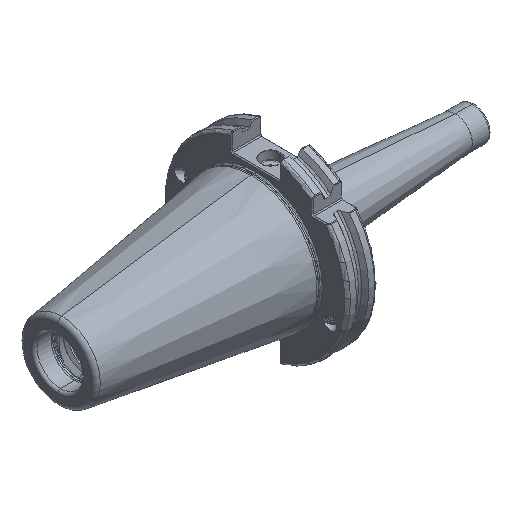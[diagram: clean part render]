
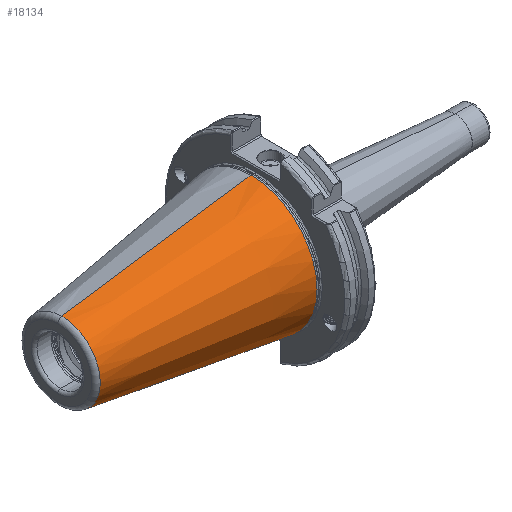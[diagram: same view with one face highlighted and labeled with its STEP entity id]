
A CAD part, isometric view. The second image highlights one B-rep face of the part: STEP entity #18134.
In plain terms, the highlighted conical face has half-angle 8.297 degrees and reference radius 35.392 mm.
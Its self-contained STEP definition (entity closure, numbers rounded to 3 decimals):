
#843 = CARTESIAN_POINT ( 'NONE',  ( -102.811, 0., 0. ) ) ;
#844 = DIRECTION ( 'NONE',  ( 1., 0., 0. ) ) ;
#845 = DIRECTION ( 'NONE',  ( 0., 0., 1. ) ) ;
#855 = CARTESIAN_POINT ( 'NONE',  ( -2.5, 0., 0. ) ) ;
#856 = DIRECTION ( 'NONE',  ( 1., 0., 0. ) ) ;
#857 = DIRECTION ( 'NONE',  ( 0., 1., 0. ) ) ;
#4763 = EDGE_CURVE ( 'NONE', #9482, #9453, #16780, .T. ) ;
#4766 = EDGE_CURVE ( 'NONE', #9484, #9455, #16789, .T. ) ;
#5037 = CONICAL_SURFACE ( 'NONE', #13985, 35.392, 0.145 ) ;
#5071 = CIRCLE ( 'NONE', #14359, 35.027 ) ;
#5147 = CIRCLE ( 'NONE', #6088, 20.399 ) ;
#5151 = CIRCLE ( 'NONE', #6091, 35.027 ) ;
#6088 = AXIS2_PLACEMENT_3D ( 'NONE', #843, #844, #845 ) ;
#6091 = AXIS2_PLACEMENT_3D ( 'NONE', #855, #856, #857 ) ;
#8016 = CARTESIAN_POINT ( 'NONE',  ( -2.5, 0., 0. ) ) ;
#8017 = DIRECTION ( 'NONE',  ( 1., 0., 0. ) ) ;
#8018 = DIRECTION ( 'NONE',  ( 0., 1., 0. ) ) ;
#9451 = VERTEX_POINT ( 'NONE', #15272 ) ;
#9453 = VERTEX_POINT ( 'NONE', #15274 ) ;
#9455 = VERTEX_POINT ( 'NONE', #15276 ) ;
#9482 = VERTEX_POINT ( 'NONE', #15295 ) ;
#9484 = VERTEX_POINT ( 'NONE', #15296 ) ;
#10123 = CARTESIAN_POINT ( 'NONE',  ( 0., 0., 0. ) ) ;
#10124 = DIRECTION ( 'NONE',  ( 1., 0., 0. ) ) ;
#10125 = DIRECTION ( 'NONE',  ( 0., 0., -1. ) ) ;
#13980 = FACE_OUTER_BOUND ( 'NONE', #14349, .T. ) ;
#13985 = AXIS2_PLACEMENT_3D ( 'NONE', #10123, #10124, #10125 ) ;
#14349 = EDGE_LOOP ( 'NONE', ( #14788, #14795, #14793, #14797, #14796 ) ) ;
#14359 = AXIS2_PLACEMENT_3D ( 'NONE', #8016, #8017, #8018 ) ;
#14788 = ORIENTED_EDGE ( 'NONE', *, *, #4766, .F. ) ;
#14793 = ORIENTED_EDGE ( 'NONE', *, *, #4763, .T. ) ;
#14795 = ORIENTED_EDGE ( 'NONE', *, *, #20201, .T. ) ;
#14796 = ORIENTED_EDGE ( 'NONE', *, *, #18188, .F. ) ;
#14797 = ORIENTED_EDGE ( 'NONE', *, *, #20205, .F. ) ;
#15272 = CARTESIAN_POINT ( 'NONE',  ( -2.5, -35.027, 0. ) ) ;
#15274 = CARTESIAN_POINT ( 'NONE',  ( -2.5, 0., -35.027 ) ) ;
#15276 = CARTESIAN_POINT ( 'NONE',  ( -2.5, 0., 35.027 ) ) ;
#15295 = CARTESIAN_POINT ( 'NONE',  ( -102.811, 0., -20.399 ) ) ;
#15296 = CARTESIAN_POINT ( 'NONE',  ( -102.811, 0., 20.399 ) ) ;
#16780 = LINE ( 'NONE', #16781, #17481 ) ;
#16781 = CARTESIAN_POINT ( 'NONE',  ( 0., 0., -35.392 ) ) ;
#16782 = DIRECTION ( 'NONE',  ( 0.99, 0., -0.144 ) ) ;
#16789 = LINE ( 'NONE', #16790, #17485 ) ;
#16790 = CARTESIAN_POINT ( 'NONE',  ( 0., 0., 35.392 ) ) ;
#16791 = DIRECTION ( 'NONE',  ( 0.99, 0., 0.144 ) ) ;
#17481 = VECTOR ( 'NONE', #16782, 1000. ) ;
#17485 = VECTOR ( 'NONE', #16791, 1000. ) ;
#18134 = ADVANCED_FACE ( 'NONE', ( #13980 ), #5037, .T. ) ;
#18188 = EDGE_CURVE ( 'NONE', #9455, #9451, #5071, .T. ) ;
#20201 = EDGE_CURVE ( 'NONE', #9484, #9482, #5147, .T. ) ;
#20205 = EDGE_CURVE ( 'NONE', #9451, #9453, #5151, .T. ) ;
